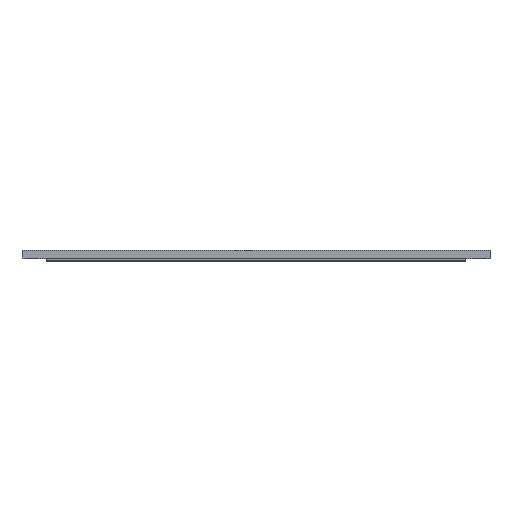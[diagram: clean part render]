
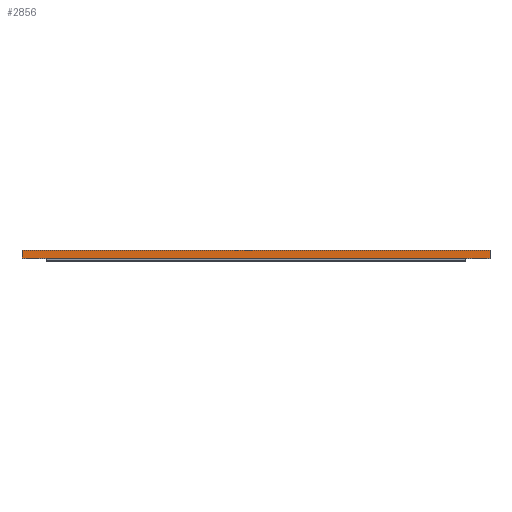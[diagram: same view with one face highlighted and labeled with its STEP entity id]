
A CAD part, top view. The second image highlights one B-rep face of the part: STEP entity #2856.
In plain terms, the highlighted planar face has unit normal (0, 0, 1).
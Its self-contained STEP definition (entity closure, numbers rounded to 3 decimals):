
#268=FACE_OUTER_BOUND('',#471,.T.);
#471=EDGE_LOOP('',(#2568,#2569,#2570,#2571));
#622=LINE('',#4094,#973);
#798=LINE('',#4479,#1149);
#815=LINE('',#4516,#1166);
#822=LINE('',#4529,#1173);
#973=VECTOR('',#3302,10.);
#1149=VECTOR('',#3688,10.);
#1166=VECTOR('',#3711,10.);
#1173=VECTOR('',#3730,10.);
#1320=VERTEX_POINT('',#4092);
#1321=VERTEX_POINT('',#4093);
#1424=VERTEX_POINT('',#4477);
#1425=VERTEX_POINT('',#4478);
#1604=EDGE_CURVE('',#1320,#1321,#622,.T.);
#1796=EDGE_CURVE('',#1424,#1425,#798,.T.);
#1815=EDGE_CURVE('',#1425,#1320,#815,.T.);
#1822=EDGE_CURVE('',#1424,#1321,#822,.T.);
#2568=ORIENTED_EDGE('',*,*,#1796,.F.);
#2569=ORIENTED_EDGE('',*,*,#1822,.T.);
#2570=ORIENTED_EDGE('',*,*,#1604,.F.);
#2571=ORIENTED_EDGE('',*,*,#1815,.F.);
#2721=PLANE('',#3047);
#2856=ADVANCED_FACE('',(#268),#2721,.T.);
#3047=AXIS2_PLACEMENT_3D('',#4530,#3731,#3732);
#3302=DIRECTION('',(1.,0.,0.));
#3688=DIRECTION('',(-1.,0.,0.));
#3711=DIRECTION('',(0.,1.,0.));
#3730=DIRECTION('',(0.,1.,0.));
#3731=DIRECTION('center_axis',(0.,0.,1.));
#3732=DIRECTION('ref_axis',(1.,0.,0.));
#4092=CARTESIAN_POINT('',(-86.3,176.05,126.));
#4093=CARTESIAN_POINT('',(86.25,176.05,126.));
#4094=CARTESIAN_POINT('',(43.112,176.05,126.));
#4477=CARTESIAN_POINT('',(86.25,173.25,126.));
#4478=CARTESIAN_POINT('',(-86.3,173.25,126.));
#4479=CARTESIAN_POINT('',(43.112,173.25,126.));
#4516=CARTESIAN_POINT('',(-86.3,173.25,126.));
#4529=CARTESIAN_POINT('',(86.25,173.25,126.));
#4530=CARTESIAN_POINT('Origin',(-86.3,173.25,126.));
